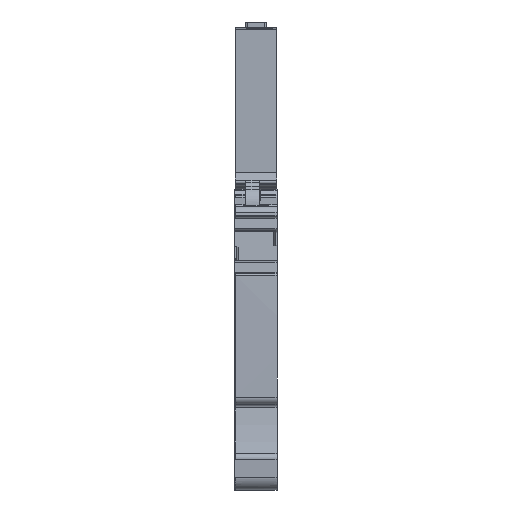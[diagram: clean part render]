
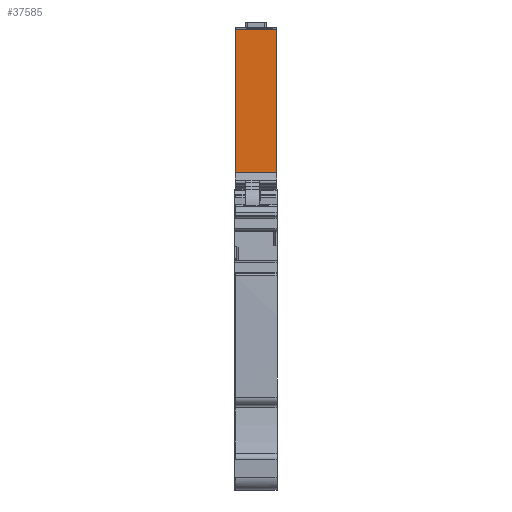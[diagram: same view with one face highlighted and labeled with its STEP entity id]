
A CAD part, front view. The second image highlights one B-rep face of the part: STEP entity #37585.
In plain terms, the highlighted planar face has unit normal (0, -1, 0).
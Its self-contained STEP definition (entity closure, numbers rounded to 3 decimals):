
#37572=AXIS2_PLACEMENT_3D('Plane Axis2P3D',#37569,#37570,#37571) ;
#1372=CARTESIAN_POINT('Vertex',(6.05,22.896,66.796)) ;
#1375=CARTESIAN_POINT('Line Origine',(6.05,22.896,56.42)) ;
#1379=CARTESIAN_POINT('Vertex',(6.05,22.896,46.044)) ;
#36223=CARTESIAN_POINT('Vertex',(0.05,22.896,46.044)) ;
#36226=CARTESIAN_POINT('Line Origine',(0.05,22.896,56.42)) ;
#36230=CARTESIAN_POINT('Vertex',(0.05,22.896,66.796)) ;
#37552=CARTESIAN_POINT('Line Origine',(3.05,22.896,46.044)) ;
#37569=CARTESIAN_POINT('Axis2P3D Location',(2.9,22.896,47.55)) ;
#37574=CARTESIAN_POINT('Line Origine',(3.05,22.896,66.796)) ;
#1376=DIRECTION('Vector Direction',(0.,0.,-1.)) ;
#36227=DIRECTION('Vector Direction',(0.,0.,-1.)) ;
#37553=DIRECTION('Vector Direction',(1.,0.,0.)) ;
#37570=DIRECTION('Axis2P3D Direction',(0.,1.,0.)) ;
#37571=DIRECTION('Axis2P3D XDirection',(0.,0.,1.)) ;
#37575=DIRECTION('Vector Direction',(1.,0.,0.)) ;
#1377=VECTOR('Line Direction',#1376,1.) ;
#36228=VECTOR('Line Direction',#36227,1.) ;
#37554=VECTOR('Line Direction',#37553,1.) ;
#37576=VECTOR('Line Direction',#37575,1.) ;
#37580=ORIENTED_EDGE('',*,*,#1381,.T.) ;
#37581=ORIENTED_EDGE('',*,*,#37578,.T.) ;
#37582=ORIENTED_EDGE('',*,*,#36232,.T.) ;
#37583=ORIENTED_EDGE('',*,*,#37556,.F.) ;
#37585=ADVANCED_FACE('PartBody',(#37584),#37573,.F.) ;
#1381=EDGE_CURVE('',#1380,#1373,#1378,.F.) ;
#36232=EDGE_CURVE('',#36231,#36224,#36229,.T.) ;
#37556=EDGE_CURVE('',#1380,#36224,#37555,.F.) ;
#37578=EDGE_CURVE('',#1373,#36231,#37577,.F.) ;
#37579=EDGE_LOOP('',(#37580,#37581,#37582,#37583)) ;
#37584=FACE_OUTER_BOUND('',#37579,.T.) ;
#1378=LINE('Line',#1375,#1377) ;
#36229=LINE('Line',#36226,#36228) ;
#37555=LINE('Line',#37552,#37554) ;
#37577=LINE('Line',#37574,#37576) ;
#37573=PLANE('',#37572) ;
#1373=VERTEX_POINT('',#1372) ;
#1380=VERTEX_POINT('',#1379) ;
#36224=VERTEX_POINT('',#36223) ;
#36231=VERTEX_POINT('',#36230) ;
